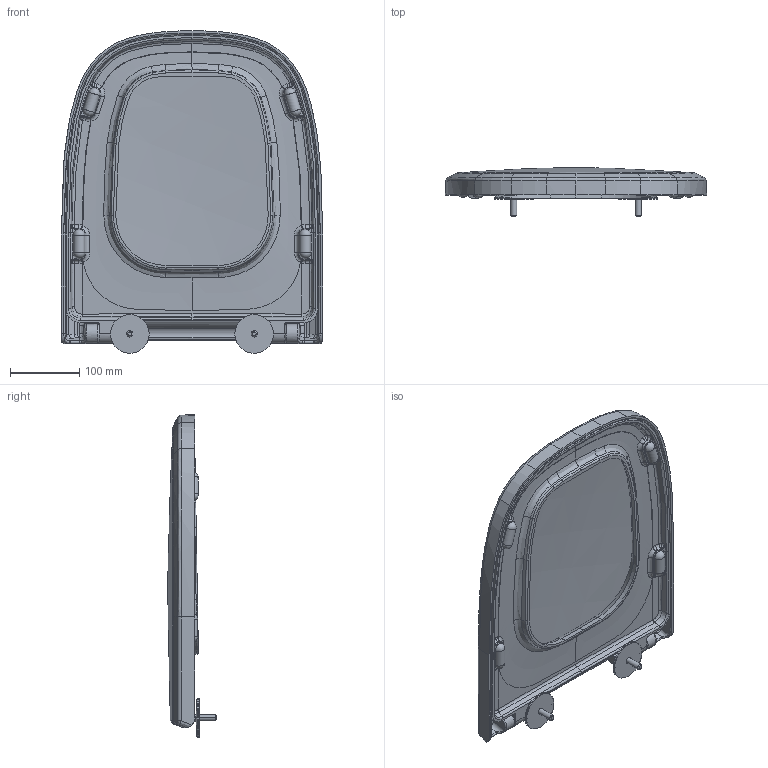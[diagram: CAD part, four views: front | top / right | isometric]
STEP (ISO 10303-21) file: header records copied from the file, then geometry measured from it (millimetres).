
FILE_DESCRIPTION(/* description */ (''),/* implementation_level */ '2;1');
FILE_NAME(/* name */ '8M18S1_8M61S1.stp',/* time_stamp */ '2021-10-20T10:06:14+02:00',/* author */ (''),/* organization */ (''),/* preprocessor_version */ 'ST-DEVELOPER v18.1',/* originating_system */ 'SIEMENS PLM Software NX 1973',/* authorisation */ '');
FILE_SCHEMA (('AUTOMOTIVE_DESIGN { 1 0 10303 214 3 1 1 1 }'));
Products named in the file (1): Muel613821549gxn
Bounding box: 377.79 x 70.54 x 466.55 mm (x, y, z)
Volume: 1641127.4 mm3; surface area: 635120.1 mm2
Topology: 12 solids, 12 shells, 721 faces, 1668 edges, 963 vertices
Faces by surface type: bspline 305, cone 121, cylinder 101, torus 85, plane 85, sphere 24
Full cylindrical faces by diameter (mm): 16 x2
Entity records: 49732 total; most frequent: CARTESIAN_POINT 35471, ORIENTED_EDGE 3300, DIRECTION 2480, EDGE_CURVE 1650, AXIS2_PLACEMENT_3D 1074, VERTEX_POINT 966, EDGE_LOOP 744, ADVANCED_FACE 721
